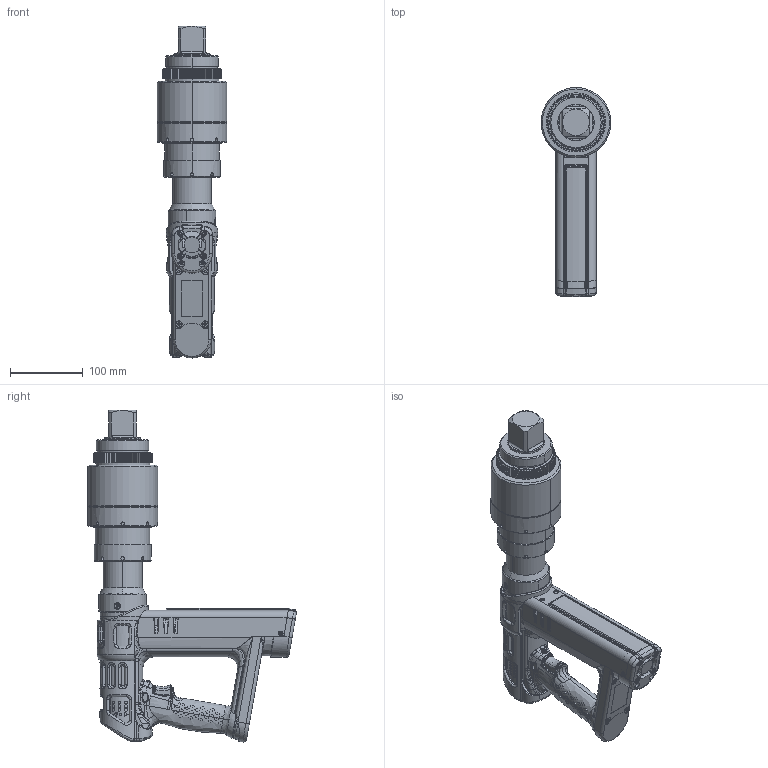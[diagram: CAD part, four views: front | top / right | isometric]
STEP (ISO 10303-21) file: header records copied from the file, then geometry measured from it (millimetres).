
FILE_DESCRIPTION((''),'2;1');
FILE_NAME('OUTER_GEOMTERTY_SW0001','2020-04-22T10:51:24',('INEdipo'),(''),'CREO PARAMETRIC BY PTC INC, 2018100','CREO PARAMETRIC BY PTC INC, 2018100','');
FILE_SCHEMA(('CONFIG_CONTROL_DESIGN'));
Length unit declared in the file: inch
Products named in the file (1): OUTER_GEOMTERTY_SW0001
Bounding box: 96 x 286.5 x 455.55 mm (x, y, z)
Volume: 1338431.6 mm3; surface area: 398737.3 mm2
Topology: 11 solids, 17 shells, 4666 faces, 12380 edges, 7835 vertices
Faces by surface type: cylinder 1539, plane 1401, bspline 1215, cone 325, torus 144, sphere 27, extrusion 14, revolution 1
Entity records: 214346 total; most frequent: CARTESIAN_POINT 110580, ORIENTED_EDGE 24728, DIRECTION 17192, EDGE_CURVE 12364, VERTEX_POINT 7835, AXIS2_PLACEMENT_3D 6435, B_SPLINE_CURVE_WITH_KNOTS 5074, EDGE_LOOP 4999
